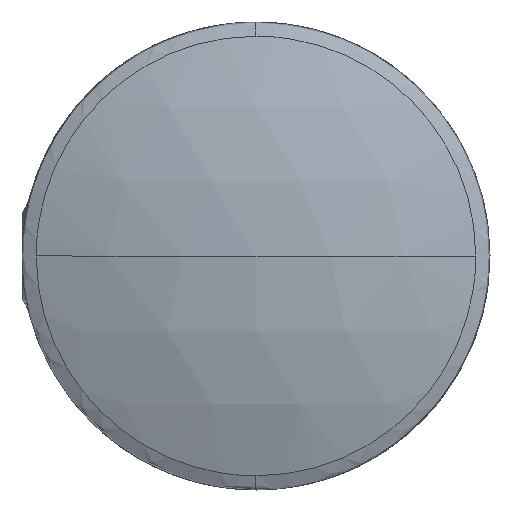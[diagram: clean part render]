
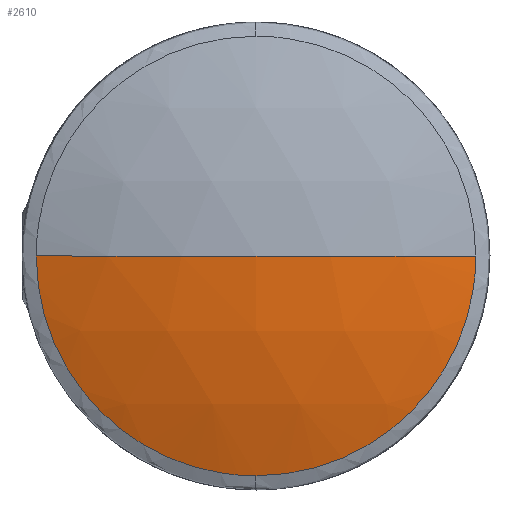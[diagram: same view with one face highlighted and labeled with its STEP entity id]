
A CAD part, left-side view. The second image highlights one B-rep face of the part: STEP entity #2610.
In plain terms, the highlighted spherical face has radius 31.25 mm.
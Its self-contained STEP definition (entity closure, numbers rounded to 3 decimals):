
#49 = CARTESIAN_POINT ( 'NONE',  ( 1.757, -5.203, -9.027 ) ) ;
#329 = CARTESIAN_POINT ( 'NONE',  ( 1.757, 8.261, -6.349 ) ) ;
#447 = CARTESIAN_POINT ( 'NONE',  ( 1.757, -1.352, -10.331 ) ) ;
#450 = CARTESIAN_POINT ( 'NONE',  ( 1.757, 0., -10.331 ) ) ;
#456 = EDGE_CURVE ( 'NONE', #4657, #1834, #1597, .T. ) ;
#497 = CARTESIAN_POINT ( 'NONE',  ( 1.757, -8.261, -6.349 ) ) ;
#588 = DIRECTION ( 'NONE',  ( 0., 0., 1. ) ) ;
#670 = CARTESIAN_POINT ( 'NONE',  ( 1.757, 10.331, 0. ) ) ;
#753 = DIRECTION ( 'NONE',  ( 0., 0., -1. ) ) ;
#812 = DIRECTION ( 'NONE',  ( 0., 1., 0. ) ) ;
#935 = CARTESIAN_POINT ( 'NONE',  ( 1.757, 0., -10.331 ) ) ;
#1156 = CARTESIAN_POINT ( 'NONE',  ( 1.757, 2.704, -10.062 ) ) ;
#1240 = CARTESIAN_POINT ( 'NONE',  ( 1.757, 10.331, 0. ) ) ;
#1303 = CARTESIAN_POINT ( 'NONE',  ( 1.757, -10.331, 0. ) ) ;
#1340 = B_SPLINE_CURVE_WITH_KNOTS ( 'NONE', 3,
 ( #935, #447, #4324, #49, #1359, #497, #2568, #1750, #4286, #1303 ),
 .UNSPECIFIED., .F., .F.,
 ( 4, 2, 2, 2, 4 ),
 ( 0.5, 0.563, 0.625, 0.688, 0.75 ),
 .UNSPECIFIED. ) ;
#1359 = CARTESIAN_POINT ( 'NONE',  ( 1.757, -6.349, -8.261 ) ) ;
#1508 = ORIENTED_EDGE ( 'NONE', *, *, #456, .T. ) ;
#1534 = ORIENTED_EDGE ( 'NONE', *, *, #1878, .T. ) ;
#1535 = CARTESIAN_POINT ( 'NONE',  ( 1.757, 6.349, -8.261 ) ) ;
#1553 = CARTESIAN_POINT ( 'NONE',  ( 1.757, 5.203, -9.027 ) ) ;
#1597 = CIRCLE ( 'NONE', #2433, 31.25 ) ;
#1726 = CIRCLE ( 'NONE', #5217, 31.25 ) ;
#1750 = CARTESIAN_POINT ( 'NONE',  ( 1.757, -10.062, -2.704 ) ) ;
#1834 = VERTEX_POINT ( 'NONE', #5156 ) ;
#1851 = AXIS2_PLACEMENT_3D ( 'NONE', #2514, #753, #812 ) ;
#1878 = EDGE_CURVE ( 'NONE', #3968, #4657, #1340, .T. ) ;
#2012 = CARTESIAN_POINT ( 'NONE',  ( 1.757, 1.352, -10.331 ) ) ;
#2399 = CARTESIAN_POINT ( 'NONE',  ( 1.757, 10.062, -2.704 ) ) ;
#2433 = AXIS2_PLACEMENT_3D ( 'NONE', #4042, #3176, #4492 ) ;
#2514 = CARTESIAN_POINT ( 'NONE',  ( 31.25, 0., 0. ) ) ;
#2568 = CARTESIAN_POINT ( 'NONE',  ( 1.757, -9.027, -5.203 ) ) ;
#2610 = ADVANCED_FACE ( 'NONE', ( #3033 ), #4356, .T. ) ;
#2703 = CARTESIAN_POINT ( 'NONE',  ( 1.757, 10.331, -1.352 ) ) ;
#2831 = CARTESIAN_POINT ( 'NONE',  ( 1.757, 0., -10.331 ) ) ;
#3033 = FACE_OUTER_BOUND ( 'NONE', #5400, .T. ) ;
#3176 = DIRECTION ( 'NONE',  ( 0., 0., -1. ) ) ;
#3297 = ORIENTED_EDGE ( 'NONE', *, *, #5412, .F. ) ;
#3781 = VERTEX_POINT ( 'NONE', #1240 ) ;
#3951 = DIRECTION ( 'NONE',  ( 1., 0., 0. ) ) ;
#3968 = VERTEX_POINT ( 'NONE', #450 ) ;
#4042 = CARTESIAN_POINT ( 'NONE',  ( 31.25, 0., 0. ) ) ;
#4286 = CARTESIAN_POINT ( 'NONE',  ( 1.757, -10.331, -1.352 ) ) ;
#4324 = CARTESIAN_POINT ( 'NONE',  ( 1.757, -2.704, -10.062 ) ) ;
#4348 = CARTESIAN_POINT ( 'NONE',  ( 31.25, 0., 0. ) ) ;
#4356 = SPHERICAL_SURFACE ( 'NONE', #1851, 31.25 ) ;
#4363 = B_SPLINE_CURVE_WITH_KNOTS ( 'NONE', 3,
 ( #670, #2703, #2399, #4517, #329, #1535, #1553, #1156, #2012, #2831 ),
 .UNSPECIFIED., .F., .F.,
 ( 4, 2, 2, 2, 4 ),
 ( 0.25, 0.313, 0.375, 0.438, 0.5 ),
 .UNSPECIFIED. ) ;
#4429 = ORIENTED_EDGE ( 'NONE', *, *, #4816, .T. ) ;
#4492 = DIRECTION ( 'NONE',  ( 0., 1., 0. ) ) ;
#4517 = CARTESIAN_POINT ( 'NONE',  ( 1.757, 9.027, -5.203 ) ) ;
#4657 = VERTEX_POINT ( 'NONE', #5143 ) ;
#4816 = EDGE_CURVE ( 'NONE', #3781, #3968, #4363, .T. ) ;
#5143 = CARTESIAN_POINT ( 'NONE',  ( 1.757, -10.331, 0. ) ) ;
#5156 = CARTESIAN_POINT ( 'NONE',  ( 0., 0., 0. ) ) ;
#5217 = AXIS2_PLACEMENT_3D ( 'NONE', #4348, #588, #3951 ) ;
#5400 = EDGE_LOOP ( 'NONE', ( #4429, #1534, #1508, #3297 ) ) ;
#5412 = EDGE_CURVE ( 'NONE', #3781, #1834, #1726, .T. ) ;
